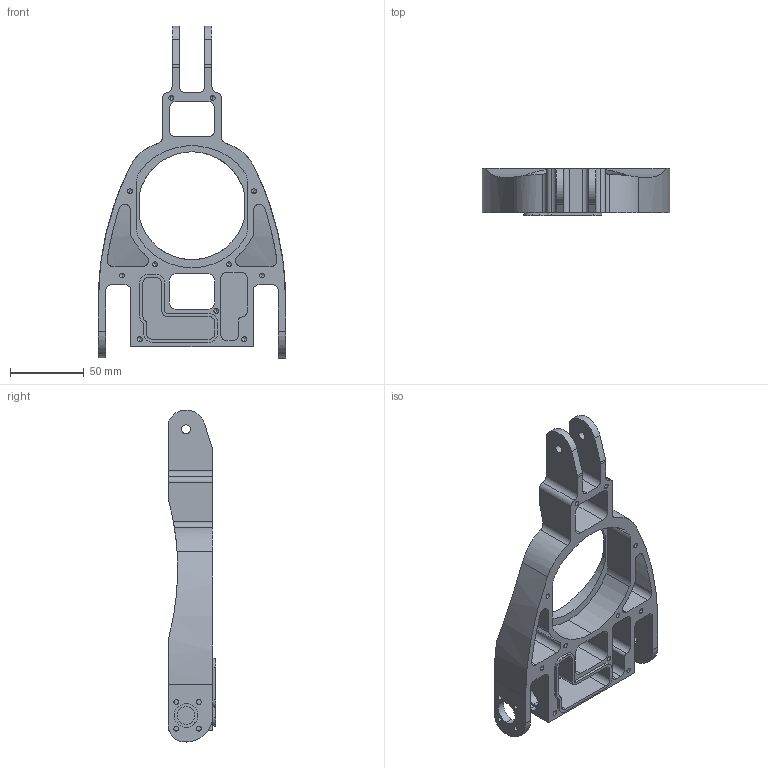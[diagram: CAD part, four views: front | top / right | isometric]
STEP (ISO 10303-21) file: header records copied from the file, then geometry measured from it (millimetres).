
FILE_DESCRIPTION (( 'STEP AP203' ), '1' );
FILE_NAME ('Chassis.STEP', '2020-06-23T15:14:34', ( '' ), ( '' ), 'SwSTEP 2.0', 'SolidWorks 2016', '' );
FILE_SCHEMA (( 'CONFIG_CONTROL_DESIGN' ));
Length unit declared in the file: millimetre
Products named in the file (1): Chassis
Bounding box: 126.62 x 32 x 224.5 mm (x, y, z)
Volume: 181951.6 mm3; surface area: 73645.9 mm2
Topology: 1 solids, 1 shells, 217 faces, 605 edges, 385 vertices
Faces by surface type: cylinder 133, plane 62, cone 22
Entity records: 7329 total; most frequent: CARTESIAN_POINT 1577, DIRECTION 1232, ORIENTED_EDGE 1166, EDGE_CURVE 583, AXIS2_PLACEMENT_3D 460, VERTEX_POINT 385, VECTOR 312, LINE 312
